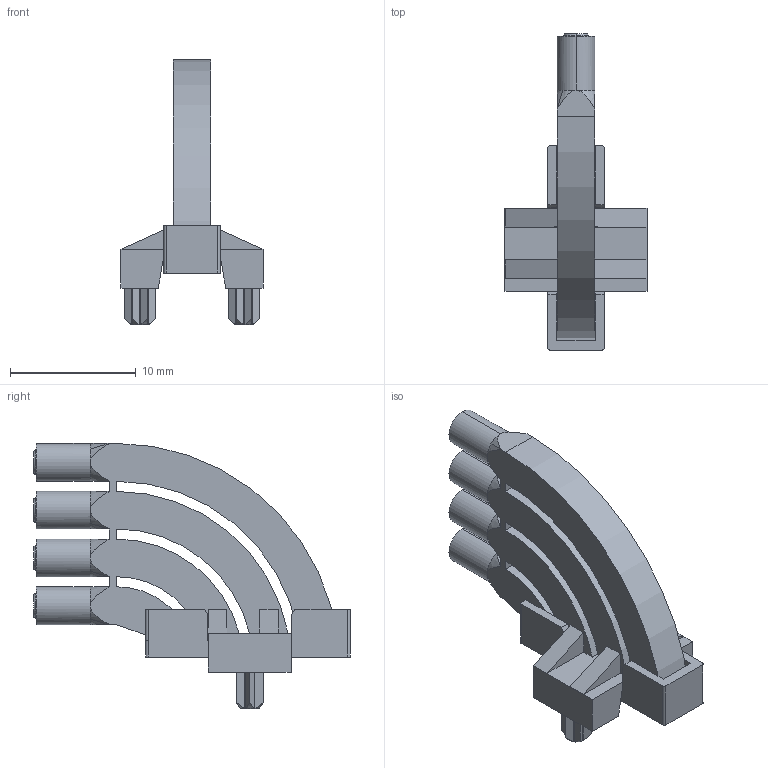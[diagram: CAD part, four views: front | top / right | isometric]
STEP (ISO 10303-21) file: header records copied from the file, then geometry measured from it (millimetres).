
FILE_DESCRIPTION(('STEP AP242'),'1');
FILE_NAME('1276_2004.stp','2022-07-05T11:13:39',('TraceParts'),('TraceParts S.A.'),'Spatial InterOp 3D',' ',' ');
FILE_SCHEMA(('AP242_MANAGED_MODEL_BASED_3D_ENGINEERING_MIM_LF {1 0 10303 442 1 1 4}'));
Length unit declared in the file: millimetre
Products named in the file (1): 1276_2004_1
Bounding box: 11.31 x 25.2 x 21.11 mm (x, y, z)
Volume: 984.2 mm3; surface area: 1687.2 mm2
Topology: 2 solids, 2 shells, 227 faces, 566 edges, 349 vertices
Faces by surface type: plane 130, cylinder 49, cone 48
Entity records: 7848 total; most frequent: CARTESIAN_POINT 1649, ORIENTED_EDGE 1132, DIRECTION 1048, EDGE_CURVE 566, LINE 354, VECTOR 354, VERTEX_POINT 349, AXIS2_PLACEMENT_3D 347
